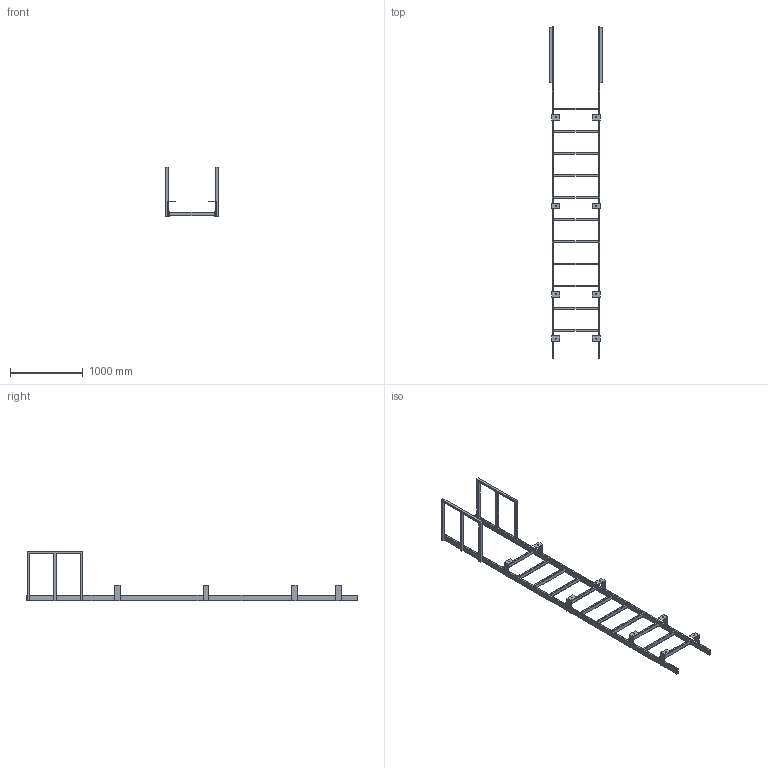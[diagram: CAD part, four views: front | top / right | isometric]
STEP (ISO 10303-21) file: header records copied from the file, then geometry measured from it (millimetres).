
FILE_DESCRIPTION (( 'STEP AP203' ), '1' );
FILE_NAME ('Pencil Engineering''s Assignment.STEP', '2025-05-01T15:38:28', ( '' ), ( '' ), 'SwSTEP 2.0', 'SolidWorks 2021', '' );
FILE_SCHEMA (( 'CONFIG_CONTROL_DESIGN' ));
Length unit declared in the file: inch
Products named in the file (1): Pencil Engineering''s Assignment
Bounding box: 723.9 x 4572 x 685.8 mm (x, y, z)
Volume: 17676570.1 mm3; surface area: 6181057.5 mm2
Topology: 1 solids, 12 shells, 238 faces, 632 edges, 412 vertices
Faces by surface type: plane 222, cylinder 16
Entity records: 7377 total; most frequent: CARTESIAN_POINT 1283, ORIENTED_EDGE 1264, DIRECTION 1142, EDGE_CURVE 632, LINE 600, VECTOR 600, VERTEX_POINT 412, EDGE_LOOP 280
